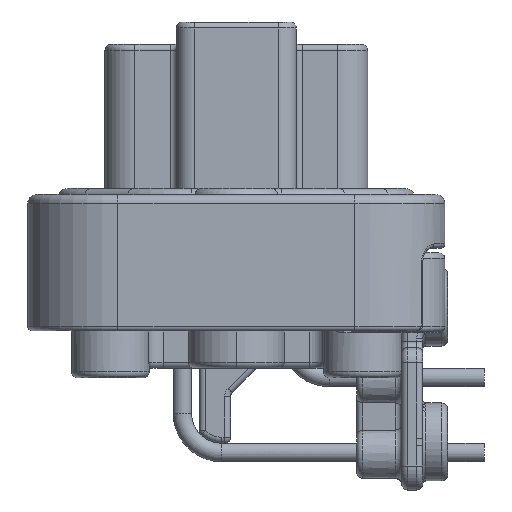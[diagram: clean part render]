
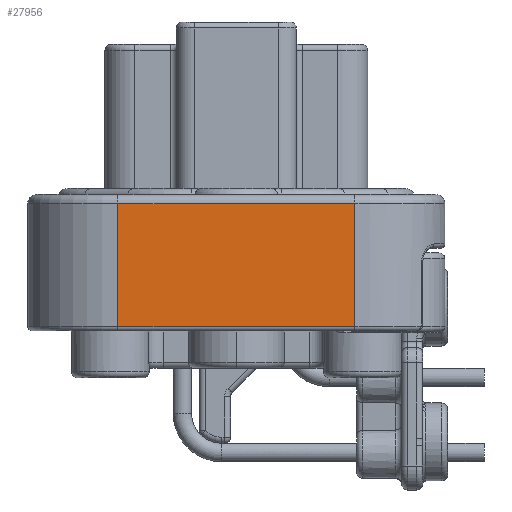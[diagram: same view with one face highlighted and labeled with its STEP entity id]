
A CAD part, left-side view. The second image highlights one B-rep face of the part: STEP entity #27956.
In plain terms, the highlighted planar face has unit normal (-1, 0, 0).
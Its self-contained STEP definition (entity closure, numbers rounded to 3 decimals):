
#6586=DIRECTION('',(0.,0.,1.));
#6587=VECTOR('',#6586,10.414);
#6588=CARTESIAN_POINT('',(-29.591,-10.033,-25.781));
#6589=LINE('',#6588,#6587);
#7416=DIRECTION('',(0.,0.,1.));
#7417=VECTOR('',#7416,10.414);
#7418=CARTESIAN_POINT('',(-29.591,10.033,-25.781));
#7419=LINE('',#7418,#7417);
#7420=DIRECTION('',(0.,1.,0.));
#7421=VECTOR('',#7420,20.066);
#7422=CARTESIAN_POINT('',(-29.591,-10.033,-15.367));
#7423=LINE('',#7422,#7421);
#7424=DIRECTION('',(0.,1.,0.));
#7425=VECTOR('',#7424,20.066);
#7426=CARTESIAN_POINT('',(-29.591,-10.033,-25.781));
#7427=LINE('',#7426,#7425);
#17735=CARTESIAN_POINT('',(-29.591,-10.033,-15.367));
#17736=CARTESIAN_POINT('',(-29.591,10.033,-15.367));
#17737=VERTEX_POINT('',#17735);
#17738=VERTEX_POINT('',#17736);
#17844=CARTESIAN_POINT('',(-29.591,10.033,-25.781));
#17845=VERTEX_POINT('',#17844);
#17846=CARTESIAN_POINT('',(-29.591,-10.033,-25.781));
#17847=VERTEX_POINT('',#17846);
#27944=CARTESIAN_POINT('',(-29.591,10.033,0.));
#27945=DIRECTION('',(-1.,0.,0.));
#27946=DIRECTION('',(0.,-1.,0.));
#27947=AXIS2_PLACEMENT_3D('',#27944,#27945,#27946);
#27948=PLANE('',#27947);
#27949=ORIENTED_EDGE('',*,*,#27908,.T.);
#27950=ORIENTED_EDGE('',*,*,#26858,.F.);
#27951=ORIENTED_EDGE('',*,*,#26888,.F.);
#27953=ORIENTED_EDGE('',*,*,#27952,.T.);
#27954=EDGE_LOOP('',(#27949,#27950,#27951,#27953));
#27955=FACE_OUTER_BOUND('',#27954,.F.);
#26858=EDGE_CURVE('',#17737,#17738,#7423,.T.);
#26888=EDGE_CURVE('',#17847,#17737,#6589,.T.);
#27908=EDGE_CURVE('',#17845,#17738,#7419,.T.);
#27952=EDGE_CURVE('',#17847,#17845,#7427,.T.);
#27956=ADVANCED_FACE('',(#27955),#27948,.T.);
